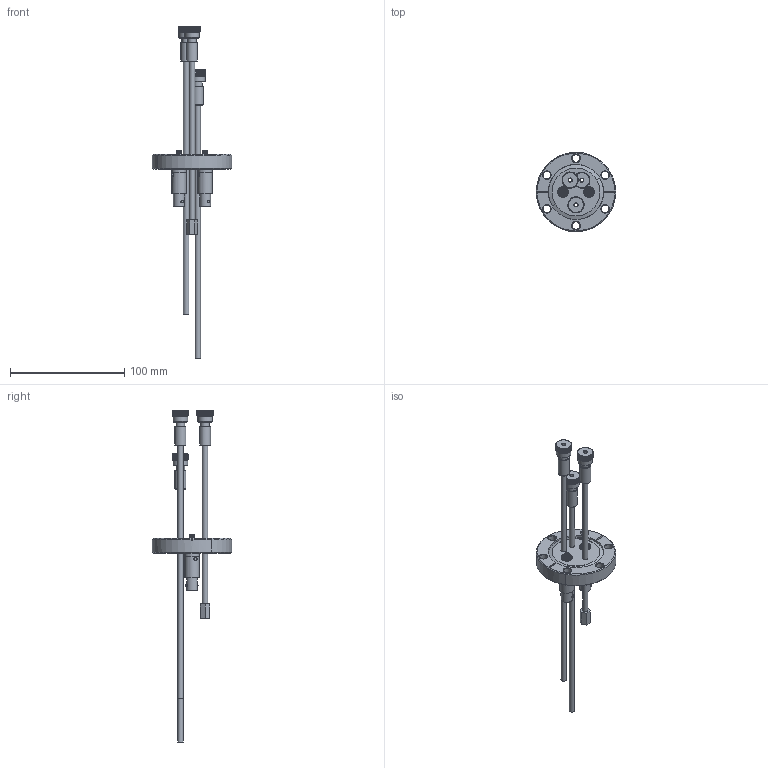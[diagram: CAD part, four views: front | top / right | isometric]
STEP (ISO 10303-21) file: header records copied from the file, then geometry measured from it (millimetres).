
FILE_DESCRIPTION(/* description */ (''),/* implementation_level */ '2;1');
FILE_NAME(/* name */ '206-890-G2 - CF40 Feedthrough, 2 Elec., 3 Tubes, U.T Fittings (Outline Model rev. A).stp',/* time_stamp */ '2022-07-13T13:05:43-04:00',/* author */ (''),/* organization */ (''),/* preprocessor_version */ 'ST-DEVELOPER v16',/* originating_system */ 'SIEMENS PLM Software NX 10.0',/* authorisation */ '');
FILE_SCHEMA (('AUTOMOTIVE_DESIGN { 1 0 10303 214 3 1 1 1 }'));
Length unit declared in the file: inch
Products named in the file (1): 206-890-G2_A
Bounding box: 69.34 x 69.34 x 290.07 mm (x, y, z)
Volume: 61212.4 mm3; surface area: 35888.7 mm2
Topology: 1 solids, 1 shells, 510 faces, 1338 edges, 879 vertices
Faces by surface type: plane 367, cylinder 77, cone 60, torus 4, revolution 2
Full cylindrical faces by diameter (mm): 0.965 x2, 1.27 x2, 2.032 x6, 3.175 x7, 3.48 x2, 3.481 x1, 3.492 x3, 3.759 x2, 4.305 x1, 4.75 x4, 4.762 x2, 4.953 x2, 5.08 x2, 7.531 x3, 8.128 x2, 8.496 x2, 9.512 x2, 9.525 x5, 12.56 x2, 12.7 x2, 12.751 x3
Entity records: 17402 total; most frequent: CARTESIAN_POINT 6380, ORIENTED_EDGE 2410, DIRECTION 1840, EDGE_CURVE 1205, VERTEX_POINT 843, AXIS2_PLACEMENT_3D 721, EDGE_LOOP 672, B_SPLINE_CURVE_WITH_KNOTS 599
